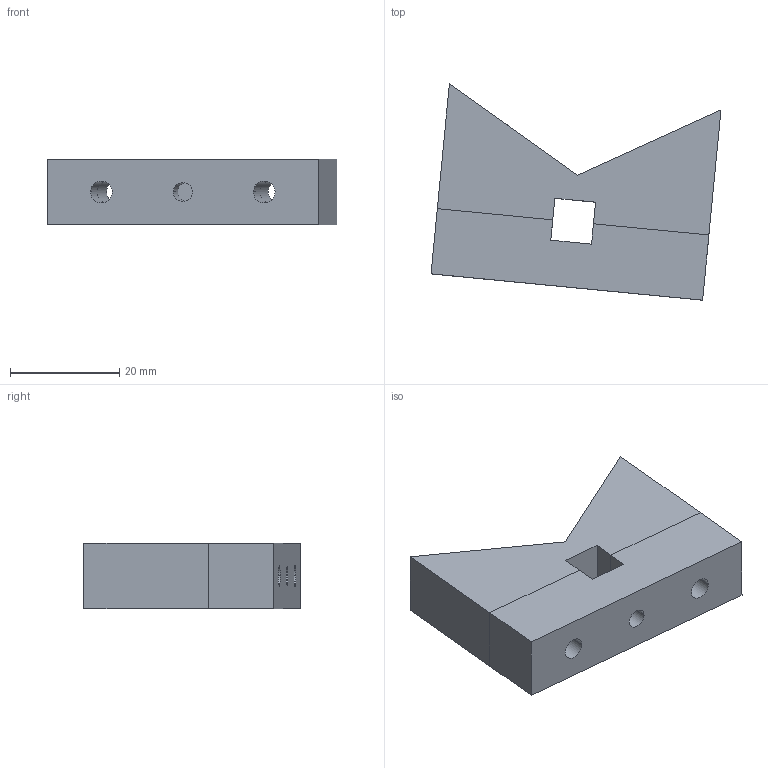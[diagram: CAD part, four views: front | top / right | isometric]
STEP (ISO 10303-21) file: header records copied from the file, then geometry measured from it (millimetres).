
FILE_DESCRIPTION(('CATIA V5 STEP Exchange'),'2;1');
FILE_NAME('V gate support.stp','2019-12-29T12:06:36+00:00',('none'),('none'),'CATIA Version 5 Release 20 GA (IN-10)','CATIA V5 STEP AP203','none');
FILE_SCHEMA(('CONFIG_CONTROL_DESIGN'));
Length unit declared in the file: millimetre
Products named in the file (3): frame final (2); Vgate final; Vgatesupport
Assembly tree (4 placements, depth 4):
  frame final (2)
    Vgate final
      Vgatesupport
        #74
        #591
Bounding box: 53.13 x 39.65 x 12 mm (x, y, z)
Volume: 15160.4 mm3; surface area: 6882.3 mm2
Topology: 2 solids, 2 shells, 31 faces, 81 edges, 54 vertices
Faces by surface type: plane 21, cylinder 10
Entity records: 1186 total; most frequent: CARTESIAN_POINT 294, ORIENTED_EDGE 162, DIRECTION 153, EDGE_CURVE 81, VECTOR 61, LINE 61, VERTEX_POINT 54, AXIS2_PLACEMENT_3D 53
